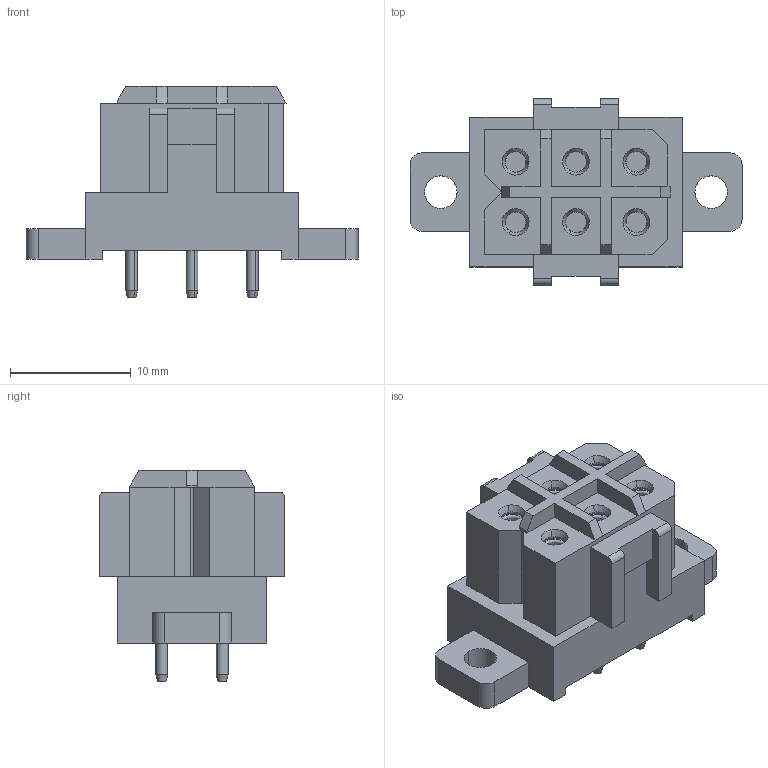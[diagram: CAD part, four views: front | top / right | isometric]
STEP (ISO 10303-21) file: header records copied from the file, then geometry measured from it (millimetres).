
FILE_DESCRIPTION(('CATIA V5 STEP Exchange','CAx-IF Rec.Pracs.--- Model Styling and Organization---1.2---2011-12-15'),'2;1');
FILE_NAME ('D1452018_0_1441600000_1441600000.stp','2018-09-20T17:26:33+00:00',('none'),('Weidmueller'),'CATIA Version 5-6 Release 2014','CATIA V5 STEP AP214','none');
FILE_SCHEMA(('AUTOMOTIVE_DESIGN { 1 0 10303 214 1 1 1 1 }'));
Length unit declared in the file: millimetre
Products named in the file (1): 1441600000
Bounding box: 27.5 x 15.4 x 17.5 mm (x, y, z)
Volume: 2410.5 mm3; surface area: 3075.3 mm2
Topology: 7 solids, 7 shells, 284 faces, 639 edges, 393 vertices
Faces by surface type: plane 115, cylinder 97, cone 48, torus 24
Entity records: 6960 total; most frequent: ORIENTED_EDGE 1278, CARTESIAN_POINT 1190, DIRECTION 917, EDGE_CURVE 639, AXIS2_PLACEMENT_3D 417, VERTEX_POINT 393, VECTOR 360, LINE 360
